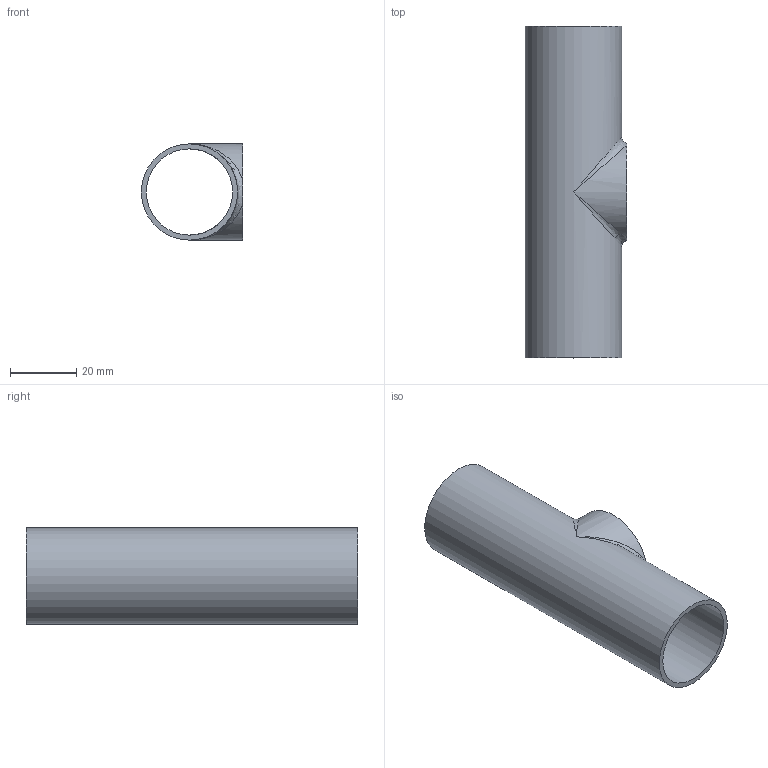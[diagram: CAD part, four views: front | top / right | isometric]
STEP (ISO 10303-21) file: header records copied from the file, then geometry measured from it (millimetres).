
FILE_DESCRIPTION((''),'2;1');
FILE_NAME('41112025X.stp','2010-08-16T07:51:57',('thilbrands'),(''),'Autodesk Inventor 2008','Autodesk Inventor 2008','');
FILE_SCHEMA(('AUTOMOTIVE_DESIGN { 1 0 10303 214 1 1 1 1 }'));
Length unit declared in the file: millimetre
Products named in the file (1): ENG-003146
Bounding box: 30.5 x 100 x 29 mm (x, y, z)
Volume: 12708 mm3; surface area: 17328.1 mm2
Topology: 1 solids, 1 shells, 13 faces, 40 edges, 20 vertices
Faces by surface type: cylinder 6, bspline 4, plane 3
Full cylindrical faces by diameter (mm): 26 x1, 29 x1
Entity records: 1422 total; most frequent: CARTESIAN_POINT 1142, DIRECTION 48, ORIENTED_EDGE 48, AXIS2_PLACEMENT_3D 24, EDGE_CURVE 24, EDGE_LOOP 20, VERTEX_POINT 16, FACE_OUTER_BOUND 13
